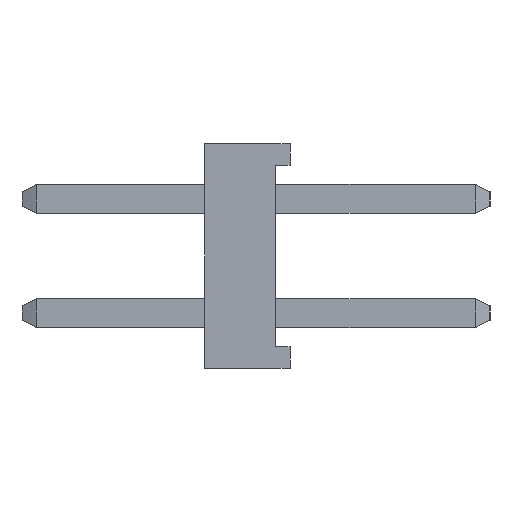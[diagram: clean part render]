
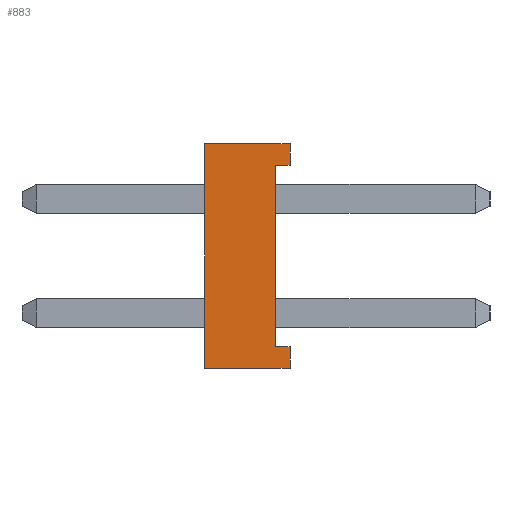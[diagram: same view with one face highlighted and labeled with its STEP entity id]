
A CAD part, left-side view. The second image highlights one B-rep face of the part: STEP entity #883.
In plain terms, the highlighted planar face has unit normal (-1, 0, 0).
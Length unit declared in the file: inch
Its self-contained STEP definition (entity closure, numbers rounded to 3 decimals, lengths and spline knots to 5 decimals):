
#883=ADVANCED_FACE( '', ( #1640 ), #1641, .F. );
#1162=DIRECTION( '', ( 0., 0., 1. ) );
#1640=FACE_OUTER_BOUND( '', #2510, .T. );
#1641=PLANE( '', #2511 );
#2510=EDGE_LOOP( '', ( #4409, #4410, #4411, #4412, #4413, #4414, #4415, #4416 ) );
#2511=AXIS2_PLACEMENT_3D( '', #4417, #2922, #2923 );
#2922=DIRECTION( '', ( 1., 0., 0. ) );
#2923=DIRECTION( '', ( 0., 0., -1. ) );
#3101=CARTESIAN_POINT( '', ( -0.47244, 0.01, 0.0625 ) );
#3103=DIRECTION( '', ( 0., -1., 0. ) );
#3157=DIRECTION( '', ( 0., 1., 0. ) );
#3758=CARTESIAN_POINT( '', ( -0.47244, 0.01, -0.0625 ) );
#4409=ORIENTED_EDGE( '', *, *, #6381, .T. );
#4410=ORIENTED_EDGE( '', *, *, #5912, .T. );
#4411=ORIENTED_EDGE( '', *, *, #6761, .T. );
#4412=ORIENTED_EDGE( '', *, *, #6762, .F. );
#4413=ORIENTED_EDGE( '', *, *, #6763, .F. );
#4414=ORIENTED_EDGE( '', *, *, #5868, .T. );
#4415=ORIENTED_EDGE( '', *, *, #6764, .T. );
#4416=ORIENTED_EDGE( '', *, *, #6765, .T. );
#4417=CARTESIAN_POINT( '', ( -0.47244, 0.059, -0.0775 ) );
#4494=CARTESIAN_POINT( '', ( -0.47244, 0.059, 0.0775 ) );
#5454=CARTESIAN_POINT( '', ( -0.47244, 0., -0.0625 ) );
#5868=EDGE_CURVE( '', #7241, #7239, #7242, .T. );
#5912=EDGE_CURVE( '', #7318, #7316, #7319, .T. );
#6381=EDGE_CURVE( '', #8065, #7318, #8066, .T. );
#6761=EDGE_CURVE( '', #7316, #8485, #8486, .T. );
#6762=EDGE_CURVE( '', #8487, #8485, #8488, .T. );
#6763=EDGE_CURVE( '', #7241, #8487, #8489, .T. );
#6764=EDGE_CURVE( '', #7239, #8490, #8486, .T. );
#6765=EDGE_CURVE( '', #8490, #8065, #8491, .T. );
#7239=VERTEX_POINT( '', #8901 );
#7241=VERTEX_POINT( '', #4417 );
#7242=LINE( '', #4417, #8744 );
#7316=VERTEX_POINT( '', #8950 );
#7318=VERTEX_POINT( '', #3101 );
#7319=LINE( '', #3101, #8949 );
#8065=VERTEX_POINT( '', #3758 );
#8066=LINE( '', #3758, #8925 );
#8485=VERTEX_POINT( '', #9734 );
#8486=LINE( '', #8901, #8925 );
#8487=VERTEX_POINT( '', #4494 );
#8488=LINE( '', #4494, #8744 );
#8489=LINE( '', #4417, #8925 );
#8490=VERTEX_POINT( '', #5454 );
#8491=LINE( '', #5454, #8756 );
#8744=VECTOR( '', #9883, 39.37008 );
#8756=VECTOR( '', #3157, 39.37008 );
#8901=CARTESIAN_POINT( '', ( -0.47244, 0., -0.0775 ) );
#8925=VECTOR( '', #1162, 39.37008 );
#8949=VECTOR( '', #3103, 39.37008 );
#8950=CARTESIAN_POINT( '', ( -0.47244, 0., 0.0625 ) );
#9734=CARTESIAN_POINT( '', ( -0.47244, 0., 0.0775 ) );
#9883=DIRECTION( '', ( 0., -1., 0. ) );
